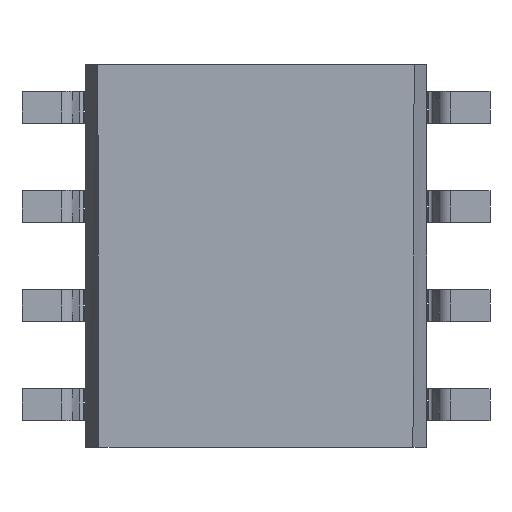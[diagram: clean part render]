
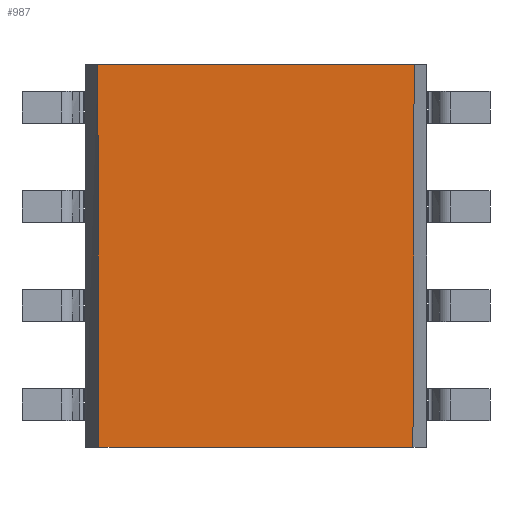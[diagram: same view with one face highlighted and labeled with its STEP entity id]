
A CAD part, front view. The second image highlights one B-rep face of the part: STEP entity #987.
In plain terms, the highlighted planar face has unit normal (0, -1, 0).
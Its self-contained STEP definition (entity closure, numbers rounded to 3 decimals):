
#17 = FACE_OUTER_BOUND ( 'NONE', #1892, .T. ) ;
#166 = DIRECTION ( 'NONE',  ( 0., 0., 1. ) ) ;
#517 = CARTESIAN_POINT ( 'NONE',  ( 2.027, 0.1, -2.45 ) ) ;
#630 = VERTEX_POINT ( 'NONE', #2225 ) ;
#829 = EDGE_CURVE ( 'NONE', #1271, #1289, #2606, .T. ) ;
#833 = CARTESIAN_POINT ( 'NONE',  ( -2.028, 0.1, -2.45 ) ) ;
#987 = ADVANCED_FACE ( 'NONE', ( #17 ), #3831, .T. ) ;
#1159 = AXIS2_PLACEMENT_3D ( 'NONE', #2661, #2422, #2068 ) ;
#1271 = VERTEX_POINT ( 'NONE', #1517 ) ;
#1289 = VERTEX_POINT ( 'NONE', #3219 ) ;
#1517 = CARTESIAN_POINT ( 'NONE',  ( 2.027, 0.1, 2.45 ) ) ;
#1531 = EDGE_CURVE ( 'NONE', #2926, #1271, #1921, .T. ) ;
#1738 = CARTESIAN_POINT ( 'NONE',  ( -2.201, 0.1, -2.45 ) ) ;
#1892 = EDGE_LOOP ( 'NONE', ( #3777, #2687, #3280, #3192 ) ) ;
#1899 = VECTOR ( 'NONE', #3169, 1000. ) ;
#1904 = VECTOR ( 'NONE', #166, 1000. ) ;
#1921 = LINE ( 'NONE', #517, #1904 ) ;
#2068 = DIRECTION ( 'NONE',  ( 0., 0., -1. ) ) ;
#2126 = LINE ( 'NONE', #833, #3106 ) ;
#2181 = EDGE_CURVE ( 'NONE', #1289, #630, #2126, .T. ) ;
#2225 = CARTESIAN_POINT ( 'NONE',  ( -2.013, 0.096, -2.45 ) ) ;
#2323 = CARTESIAN_POINT ( 'NONE',  ( 2.012, 0.096, -2.45 ) ) ;
#2422 = DIRECTION ( 'NONE',  ( 0., -1., 0. ) ) ;
#2606 = LINE ( 'NONE', #3486, #1899 ) ;
#2642 = DIRECTION ( 'NONE',  ( 1., 0., 0. ) ) ;
#2661 = CARTESIAN_POINT ( 'NONE',  ( -2.201, 0.1, -2.45 ) ) ;
#2687 = ORIENTED_EDGE ( 'NONE', *, *, #829, .T. ) ;
#2886 = EDGE_CURVE ( 'NONE', #630, #2926, #3244, .T. ) ;
#2926 = VERTEX_POINT ( 'NONE', #2323 ) ;
#3106 = VECTOR ( 'NONE', #3803, 1000. ) ;
#3112 = VECTOR ( 'NONE', #2642, 1000. ) ;
#3169 = DIRECTION ( 'NONE',  ( -1., 0., 0. ) ) ;
#3192 = ORIENTED_EDGE ( 'NONE', *, *, #2886, .T. ) ;
#3219 = CARTESIAN_POINT ( 'NONE',  ( -2.028, 0.1, 2.45 ) ) ;
#3244 = LINE ( 'NONE', #1738, #3112 ) ;
#3280 = ORIENTED_EDGE ( 'NONE', *, *, #2181, .T. ) ;
#3486 = CARTESIAN_POINT ( 'NONE',  ( -2.201, 0.1, 2.45 ) ) ;
#3777 = ORIENTED_EDGE ( 'NONE', *, *, #1531, .T. ) ;
#3803 = DIRECTION ( 'NONE',  ( 0., 0., -1. ) ) ;
#3831 = PLANE ( 'NONE',  #1159 ) ;
